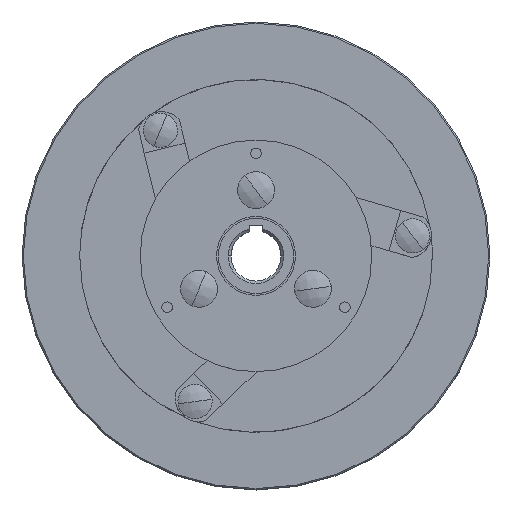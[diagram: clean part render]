
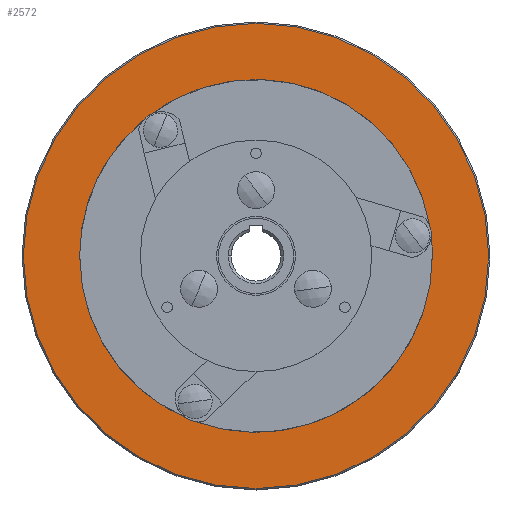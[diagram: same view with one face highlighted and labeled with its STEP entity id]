
A CAD part, top view. The second image highlights one B-rep face of the part: STEP entity #2572.
In plain terms, the highlighted planar face has unit normal (0, 0, 1).
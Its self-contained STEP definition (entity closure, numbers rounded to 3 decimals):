
#430 = CIRCLE ( 'NONE', #6199, 67. ) ;
#966 = DIRECTION ( 'NONE',  ( 0., 0., -1. ) ) ;
#1476 = CARTESIAN_POINT ( 'NONE',  ( 88.4, 0., 26.5 ) ) ;
#1503 = EDGE_CURVE ( 'NONE', #13691, #5307, #430, .T. ) ;
#1766 = CARTESIAN_POINT ( 'NONE',  ( 67., 0., 26.5 ) ) ;
#2401 = FACE_BOUND ( 'NONE', #6610, .T. ) ;
#2432 = CARTESIAN_POINT ( 'NONE',  ( 0., 0., 26.5 ) ) ;
#2493 = ORIENTED_EDGE ( 'NONE', *, *, #5882, .T. ) ;
#2572 = ADVANCED_FACE ( 'NONE', ( #5550, #2401 ), #8024, .F. ) ;
#3061 = VERTEX_POINT ( 'NONE', #7148 ) ;
#3597 = DIRECTION ( 'NONE',  ( 1., 0., 0. ) ) ;
#5307 = VERTEX_POINT ( 'NONE', #1766 ) ;
#5317 = CARTESIAN_POINT ( 'NONE',  ( 0., 0., 26.5 ) ) ;
#5550 = FACE_OUTER_BOUND ( 'NONE', #15127, .T. ) ;
#5882 = EDGE_CURVE ( 'NONE', #3061, #11530, #11573, .T. ) ;
#5977 = CARTESIAN_POINT ( 'NONE',  ( 0., 0., 26.5 ) ) ;
#6199 = AXIS2_PLACEMENT_3D ( 'NONE', #7808, #9804, #11134 ) ;
#6321 = AXIS2_PLACEMENT_3D ( 'NONE', #15125, #966, #9222 ) ;
#6517 = DIRECTION ( 'NONE',  ( -1., 0., 0. ) ) ;
#6610 = EDGE_LOOP ( 'NONE', ( #12167, #12378 ) ) ;
#7090 = CARTESIAN_POINT ( 'NONE',  ( -67., 0., 26.5 ) ) ;
#7148 = CARTESIAN_POINT ( 'NONE',  ( -88.4, 0., 26.5 ) ) ;
#7162 = DIRECTION ( 'NONE',  ( -1., 0., 0. ) ) ;
#7808 = CARTESIAN_POINT ( 'NONE',  ( 0., 0., 26.5 ) ) ;
#8020 = AXIS2_PLACEMENT_3D ( 'NONE', #5317, #13575, #6517 ) ;
#8024 = PLANE ( 'NONE',  #6321 ) ;
#9065 = EDGE_CURVE ( 'NONE', #5307, #13691, #11216, .T. ) ;
#9153 = AXIS2_PLACEMENT_3D ( 'NONE', #2432, #10683, #3597 ) ;
#9222 = DIRECTION ( 'NONE',  ( -1., 0., 0. ) ) ;
#9804 = DIRECTION ( 'NONE',  ( 0., 0., 1. ) ) ;
#10202 = AXIS2_PLACEMENT_3D ( 'NONE', #5977, #14235, #7162 ) ;
#10324 = ORIENTED_EDGE ( 'NONE', *, *, #11067, .T. ) ;
#10683 = DIRECTION ( 'NONE',  ( 0., 0., 1. ) ) ;
#11067 = EDGE_CURVE ( 'NONE', #11530, #3061, #14690, .T. ) ;
#11134 = DIRECTION ( 'NONE',  ( 1., 0., 0. ) ) ;
#11216 = CIRCLE ( 'NONE', #9153, 67. ) ;
#11530 = VERTEX_POINT ( 'NONE', #1476 ) ;
#11573 = CIRCLE ( 'NONE', #8020, 88.4 ) ;
#12167 = ORIENTED_EDGE ( 'NONE', *, *, #9065, .F. ) ;
#12378 = ORIENTED_EDGE ( 'NONE', *, *, #1503, .F. ) ;
#13575 = DIRECTION ( 'NONE',  ( 0., 0., 1. ) ) ;
#13691 = VERTEX_POINT ( 'NONE', #7090 ) ;
#14235 = DIRECTION ( 'NONE',  ( 0., 0., 1. ) ) ;
#14690 = CIRCLE ( 'NONE', #10202, 88.4 ) ;
#15125 = CARTESIAN_POINT ( 'NONE',  ( 0., 67., 26.5 ) ) ;
#15127 = EDGE_LOOP ( 'NONE', ( #2493, #10324 ) ) ;
